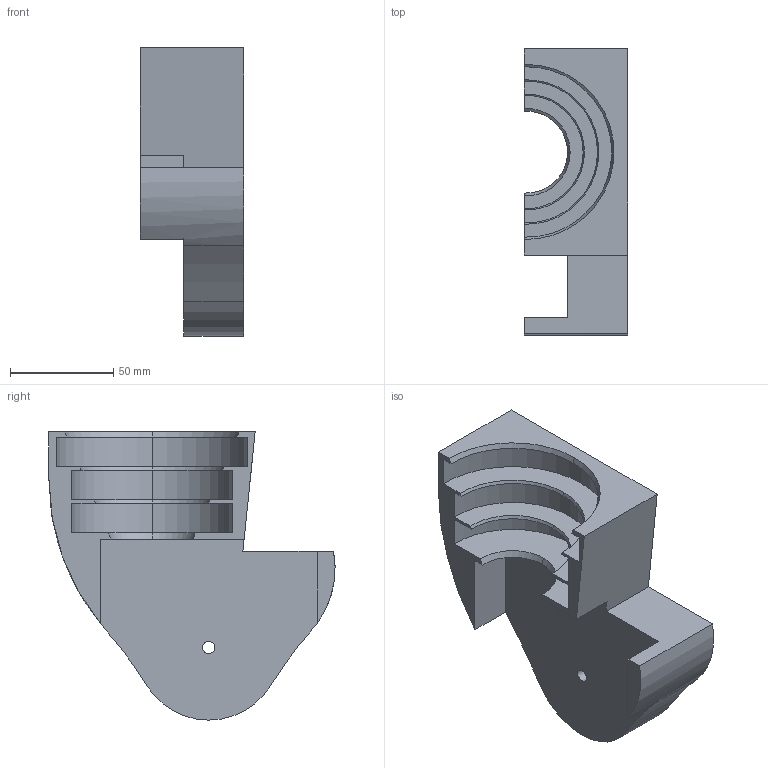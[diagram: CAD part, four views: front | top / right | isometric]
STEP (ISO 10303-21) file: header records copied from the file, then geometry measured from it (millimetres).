
FILE_DESCRIPTION(('FreeCAD Model'),'2;1');
FILE_NAME('OptomaAdaptor.step','2015-04-15T13:43:57',('Author'),(''), 'Open CASCADE STEP processor 6.8','FreeCAD','Unknown');
FILE_SCHEMA(('AUTOMOTIVE_DESIGN_CC2 { 1 2 10303 214 -1 1 5 4 }'));
Length unit declared in the file: millimetre
Products named in the file (1): OptomaAdaptor
Bounding box: 50 x 138.73 x 139.76 mm (x, y, z)
Volume: 360926.8 mm3; surface area: 55669.7 mm2
Topology: 1 solids, 1 shells, 38 faces, 108 edges, 72 vertices
Faces by surface type: plane 18, cylinder 12, cone 8
Full cylindrical faces by diameter (mm): 6 x1
Entity records: 2699 total; most frequent: CARTESIAN_POINT 619, DIRECTION 372, ORIENTED_EDGE 216, PCURVE 216, DEFINITIONAL_REPRESENTATION 216, LINE 160, VECTOR 160, EDGE_CURVE 108
